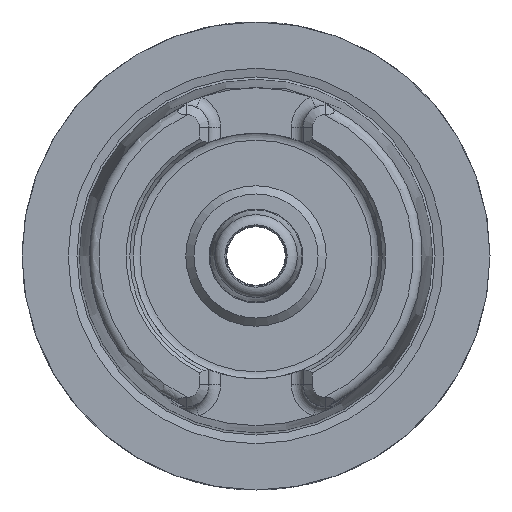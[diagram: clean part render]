
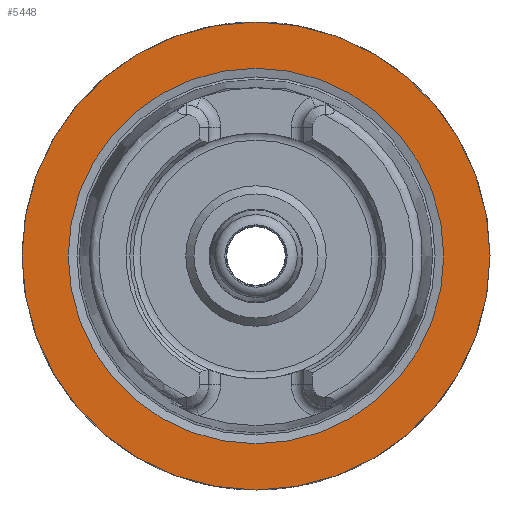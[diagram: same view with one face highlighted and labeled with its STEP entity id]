
A CAD part, left-side view. The second image highlights one B-rep face of the part: STEP entity #5448.
In plain terms, the highlighted planar face has unit normal (-1, 0, 0).
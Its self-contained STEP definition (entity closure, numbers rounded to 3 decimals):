
#4534=CARTESIAN_POINT('',(0.0,20.0,0.0));
#4535=VERTEX_POINT('',#4534);
#4536=CARTESIAN_POINT('',(0.0,0.0,0.0));
#4537=DIRECTION('',(1.0,0.0,0.0));
#4538=DIRECTION('',(0.0,1.0,0.0));
#4539=AXIS2_PLACEMENT_3D('',#4536,#4537,#4538);
#4540=CIRCLE('',#4539,20.0);
#4541=EDGE_CURVE('',#4535,#4535,#4540,.T.);
#5422=CARTESIAN_POINT('',(0.0,16.046,0.0));
#5423=VERTEX_POINT('',#5422);
#5424=CARTESIAN_POINT('',(0.0,0.0,0.0));
#5425=DIRECTION('',(1.0,0.0,0.0));
#5426=DIRECTION('',(0.0,1.0,0.0));
#5427=AXIS2_PLACEMENT_3D('',#5424,#5425,#5426);
#5428=CIRCLE('',#5427,16.046);
#5429=EDGE_CURVE('',#5423,#5423,#5428,.T.);
#5437=CARTESIAN_POINT('',(0.0,18.023,0.0));
#5438=DIRECTION('',(-1.0,0.0,0.0));
#5439=DIRECTION('',(0.0,0.0,1.0));
#5440=AXIS2_PLACEMENT_3D('',#5437,#5438,#5439);
#5441=PLANE('',#5440);
#5442=ORIENTED_EDGE('',*,*,#4541,.F.);
#5443=EDGE_LOOP('',(#5442));
#5444=FACE_OUTER_BOUND('',#5443,.T.);
#5445=ORIENTED_EDGE('',*,*,#5429,.T.);
#5446=EDGE_LOOP('',(#5445));
#5447=FACE_BOUND('',#5446,.T.);
#5448=ADVANCED_FACE('',(#5444,#5447),#5441,.T.);
